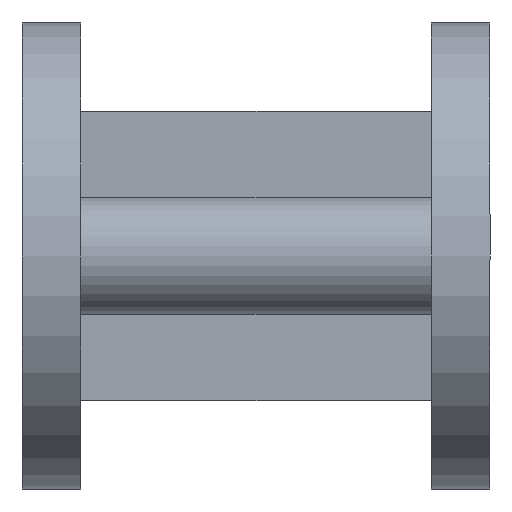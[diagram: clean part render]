
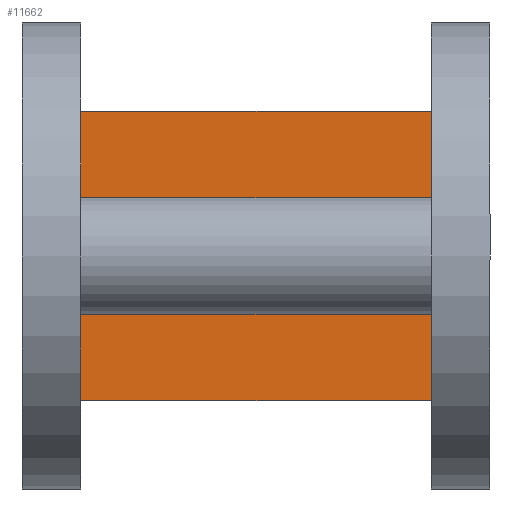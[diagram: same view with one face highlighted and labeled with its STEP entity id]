
A CAD part, front view. The second image highlights one B-rep face of the part: STEP entity #11662.
In plain terms, the highlighted face is planar.
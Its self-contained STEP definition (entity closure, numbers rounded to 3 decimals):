
#670 = EDGE_CURVE ( 'NONE', #4142, #9388, #1664, .T. ) ;
#985 = CIRCLE ( 'NONE', #10216, 3. ) ;
#1104 = CARTESIAN_POINT ( 'NONE',  ( 1.601, -14.744, 17.898 ) ) ;
#1505 = VERTEX_POINT ( 'NONE', #12333 ) ;
#1664 = LINE ( 'NONE', #11091, #6975 ) ;
#1712 = DIRECTION ( 'NONE',  ( 0., 0., -1. ) ) ;
#1780 = ORIENTED_EDGE ( 'NONE', *, *, #7528, .F. ) ;
#2375 = AXIS2_PLACEMENT_3D ( 'NONE', #8184, #2530, #7376 ) ;
#2480 = DIRECTION ( 'NONE',  ( 0., 0., -1. ) ) ;
#2530 = DIRECTION ( 'NONE',  ( 0., -1., 0. ) ) ;
#2870 = ORIENTED_EDGE ( 'NONE', *, *, #5922, .T. ) ;
#3180 = AXIS2_PLACEMENT_3D ( 'NONE', #8125, #12086, #7171 ) ;
#3207 = DIRECTION ( 'NONE',  ( 0., 0., -1. ) ) ;
#3328 = CARTESIAN_POINT ( 'NONE',  ( -0.539, -14.744, 20. ) ) ;
#3348 = EDGE_CURVE ( 'NONE', #3353, #1505, #12114, .T. ) ;
#3353 = VERTEX_POINT ( 'NONE', #7073 ) ;
#3392 = VECTOR ( 'NONE', #6289, 1000. ) ;
#3659 = ORIENTED_EDGE ( 'NONE', *, *, #670, .T. ) ;
#3749 = CARTESIAN_POINT ( 'NONE',  ( -15.539, -14.744, 32.359 ) ) ;
#4142 = VERTEX_POINT ( 'NONE', #9141 ) ;
#4149 = CARTESIAN_POINT ( 'NONE',  ( -20.539, -14.744, 7.641 ) ) ;
#4326 = VERTEX_POINT ( 'NONE', #9335 ) ;
#4507 = EDGE_LOOP ( 'NONE', ( #3659, #9534, #6907, #1780 ) ) ;
#5013 = AXIS2_PLACEMENT_3D ( 'NONE', #8765, #10648, #7881 ) ;
#5142 = ORIENTED_EDGE ( 'NONE', *, *, #10879, .T. ) ;
#5250 = VERTEX_POINT ( 'NONE', #3749 ) ;
#5342 = LINE ( 'NONE', #4149, #3392 ) ;
#5922 = EDGE_CURVE ( 'NONE', #1505, #9601, #8830, .T. ) ;
#6191 = VECTOR ( 'NONE', #1712, 1000. ) ;
#6289 = DIRECTION ( 'NONE',  ( -1., 0., 0. ) ) ;
#6503 = AXIS2_PLACEMENT_3D ( 'NONE', #11794, #10034, #10849 ) ;
#6610 = CIRCLE ( 'NONE', #2375, 3. ) ;
#6623 = VECTOR ( 'NONE', #7965, 1000. ) ;
#6907 = ORIENTED_EDGE ( 'NONE', *, *, #11825, .F. ) ;
#6975 = VECTOR ( 'NONE', #2480, 1000. ) ;
#7073 = CARTESIAN_POINT ( 'NONE',  ( -0.539, -14.744, 23. ) ) ;
#7171 = DIRECTION ( 'NONE',  ( 0., 0., -1. ) ) ;
#7376 = DIRECTION ( 'NONE',  ( 0., 0., -1. ) ) ;
#7528 = EDGE_CURVE ( 'NONE', #4142, #5250, #10684, .T. ) ;
#7566 = CARTESIAN_POINT ( 'NONE',  ( -15.539, -14.744, 40. ) ) ;
#7881 = DIRECTION ( 'NONE',  ( 0., 0., -1. ) ) ;
#7965 = DIRECTION ( 'NONE',  ( -1., 0., 0. ) ) ;
#8125 = CARTESIAN_POINT ( 'NONE',  ( 14.461, -14.744, 40. ) ) ;
#8184 = CARTESIAN_POINT ( 'NONE',  ( -0.539, -14.744, 20. ) ) ;
#8765 = CARTESIAN_POINT ( 'NONE',  ( -0.539, -14.744, 20. ) ) ;
#8796 = CARTESIAN_POINT ( 'NONE',  ( -20.539, -14.744, 32.359 ) ) ;
#8830 = CIRCLE ( 'NONE', #5013, 3. ) ;
#8990 = CARTESIAN_POINT ( 'NONE',  ( -15.539, -14.744, 7.641 ) ) ;
#9141 = CARTESIAN_POINT ( 'NONE',  ( 14.461, -14.744, 32.359 ) ) ;
#9335 = CARTESIAN_POINT ( 'NONE',  ( 2.461, -14.744, 20. ) ) ;
#9388 = VERTEX_POINT ( 'NONE', #11972 ) ;
#9534 = ORIENTED_EDGE ( 'NONE', *, *, #12157, .T. ) ;
#9601 = VERTEX_POINT ( 'NONE', #1104 ) ;
#10034 = DIRECTION ( 'NONE',  ( 0., -1., 0. ) ) ;
#10075 = FACE_BOUND ( 'NONE', #11068, .T. ) ;
#10140 = PLANE ( 'NONE',  #3180 ) ;
#10204 = FACE_OUTER_BOUND ( 'NONE', #4507, .T. ) ;
#10216 = AXIS2_PLACEMENT_3D ( 'NONE', #3328, #10990, #3207 ) ;
#10648 = DIRECTION ( 'NONE',  ( 0., -1., 0. ) ) ;
#10684 = LINE ( 'NONE', #8796, #6623 ) ;
#10791 = ORIENTED_EDGE ( 'NONE', *, *, #12169, .T. ) ;
#10849 = DIRECTION ( 'NONE',  ( 0., 0., -1. ) ) ;
#10879 = EDGE_CURVE ( 'NONE', #9601, #4326, #6610, .T. ) ;
#10960 = ORIENTED_EDGE ( 'NONE', *, *, #3348, .T. ) ;
#10990 = DIRECTION ( 'NONE',  ( 0., -1., 0. ) ) ;
#11068 = EDGE_LOOP ( 'NONE', ( #5142, #10791, #10960, #2870 ) ) ;
#11091 = CARTESIAN_POINT ( 'NONE',  ( 14.461, -14.744, 40. ) ) ;
#11335 = LINE ( 'NONE', #7566, #6191 ) ;
#11662 = ADVANCED_FACE ( 'NONE', ( #10204, #10075 ), #10140, .F. ) ;
#11794 = CARTESIAN_POINT ( 'NONE',  ( -0.539, -14.744, 20. ) ) ;
#11825 = EDGE_CURVE ( 'NONE', #5250, #12258, #11335, .T. ) ;
#11972 = CARTESIAN_POINT ( 'NONE',  ( 14.461, -14.744, 7.641 ) ) ;
#12086 = DIRECTION ( 'NONE',  ( 0., -1., 0. ) ) ;
#12114 = CIRCLE ( 'NONE', #6503, 3. ) ;
#12157 = EDGE_CURVE ( 'NONE', #9388, #12258, #5342, .T. ) ;
#12169 = EDGE_CURVE ( 'NONE', #4326, #3353, #985, .T. ) ;
#12258 = VERTEX_POINT ( 'NONE', #8990 ) ;
#12333 = CARTESIAN_POINT ( 'NONE',  ( -0.539, -14.744, 17. ) ) ;
